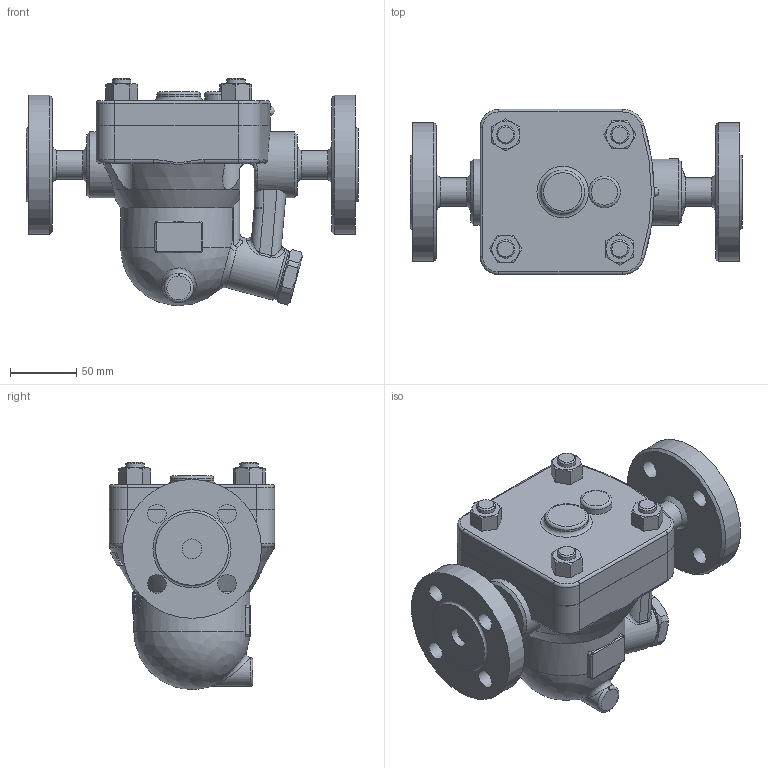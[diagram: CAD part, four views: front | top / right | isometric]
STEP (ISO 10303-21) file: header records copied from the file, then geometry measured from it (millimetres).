
FILE_DESCRIPTION((''),'2;1');
FILE_NAME('j5shb-015-e0100-00.stp','2011-09-30T11:02:27',('asada'),(''),'Autodesk Inventor 2012','Autodesk Inventor 2012','');
FILE_SCHEMA(('AUTOMOTIVE_DESIGN { 1 0 10303 214 1 1 1 1 }'));
Length unit declared in the file: millimetre
Products named in the file (1): j5shb-015-e0100-00
Bounding box: 251 x 125 x 171.85 mm (x, y, z)
Volume: 1915565 mm3; surface area: 178854.7 mm2
Topology: 1 solids, 1 shells, 317 faces, 774 edges, 491 vertices
Faces by surface type: plane 110, cylinder 92, cone 49, bspline 41, torus 23, sphere 2
Full cylindrical faces by diameter (mm): 11.835 x4, 14 x16, 15 x2, 16 x4, 21.7 x2, 24 x1, 33 x1, 38 x1, 40 x1, 50 x2, 80 x1, 105 x2
Entity records: 14529 total; most frequent: CARTESIAN_POINT 7732, ORIENTED_EDGE 1384, DIRECTION 1338, EDGE_CURVE 692, AXIS2_PLACEMENT_3D 571, VERTEX_POINT 468, EDGE_LOOP 434, FACE_OUTER_BOUND 317
